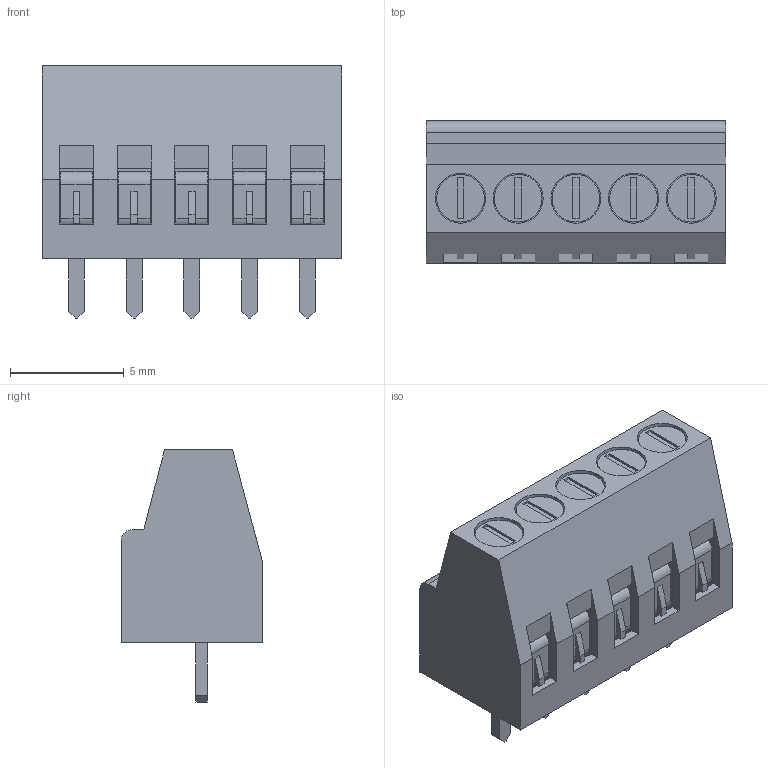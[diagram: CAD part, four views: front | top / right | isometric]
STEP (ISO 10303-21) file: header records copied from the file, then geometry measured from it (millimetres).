
FILE_DESCRIPTION (( 'STEP AP214' ), '1' );
FILE_NAME ('CONN-TH_5P-P2.54_MX128-2.54-05P-GN01-CU-Y-A.STEP', '2024-03-28T07:05:50', ( 'PC' ), ( 'Microsoft' ), 'SwSTEP 2.0', 'SolidWorks 2020', '' );
FILE_SCHEMA (( 'AUTOMOTIVE_DESIGN' ));
Length unit declared in the file: millimetre
Products named in the file (1): CONN-TH_5P-P2.54_MX128-2.54-05P-GN01-CU-Y-A
Bounding box: 13.19 x 6.25 x 11.1 mm (x, y, z)
Volume: 488.8 mm3; surface area: 1295.4 mm2
Topology: 11 solids, 11 shells, 769 faces, 2059 edges, 1366 vertices
Faces by surface type: plane 620, bspline 98, cylinder 51
Entity records: 32820 total; most frequent: CARTESIAN_POINT 5501, ORIENTED_EDGE 4118, DIRECTION 3315, EDGE_CURVE 2059, VECTOR 1747, LINE 1747, VERTEX_POINT 1366, EDGE_LOOP 853
